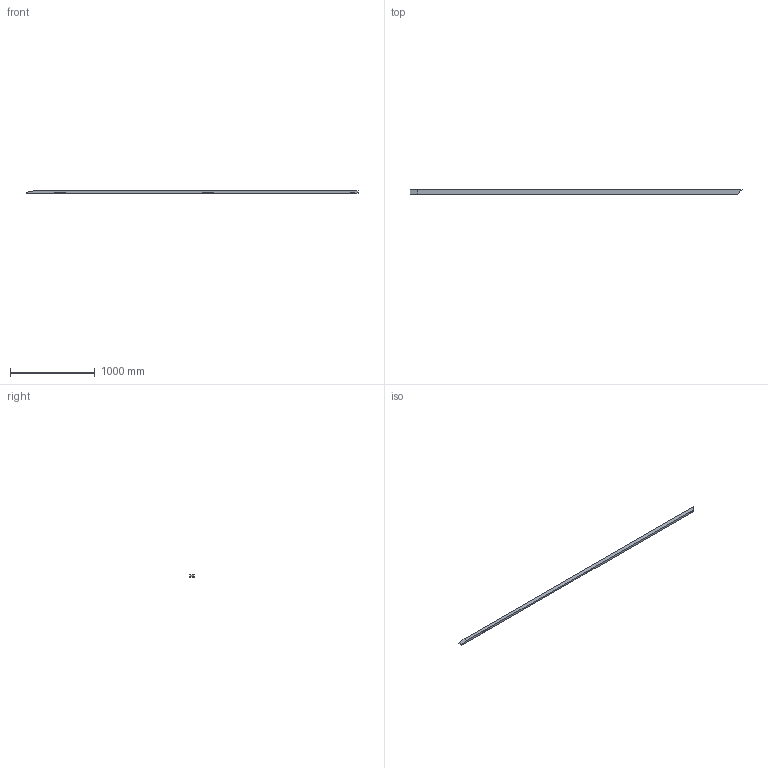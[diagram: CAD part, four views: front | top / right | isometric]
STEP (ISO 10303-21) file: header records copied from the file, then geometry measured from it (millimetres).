
FILE_DESCRIPTION (( 'STEP AP203' ), '1' );
FILE_NAME ('狟隙最絳寢-1.STEP', '2022-02-28T03:04:09', ( '' ), ( '' ), 'SwSTEP 2.0', 'SolidWorks 2018', '' );
FILE_SCHEMA (( 'CONFIG_CONTROL_DESIGN' ));
Length unit declared in the file: millimetre
Products named in the file (1): 狟隙最絳寢-1
Bounding box: 3923 x 48 x 25 mm (x, y, z)
Volume: 4618792.5 mm3; surface area: 579402.3 mm2
Topology: 1 solids, 1 shells, 35 faces, 87 edges, 58 vertices
Faces by surface type: plane 35
Entity records: 1098 total; most frequent: CARTESIAN_POINT 181, ORIENTED_EDGE 174, DIRECTION 159, VECTOR 87, EDGE_CURVE 87, LINE 87, VERTEX_POINT 58, EDGE_LOOP 39
